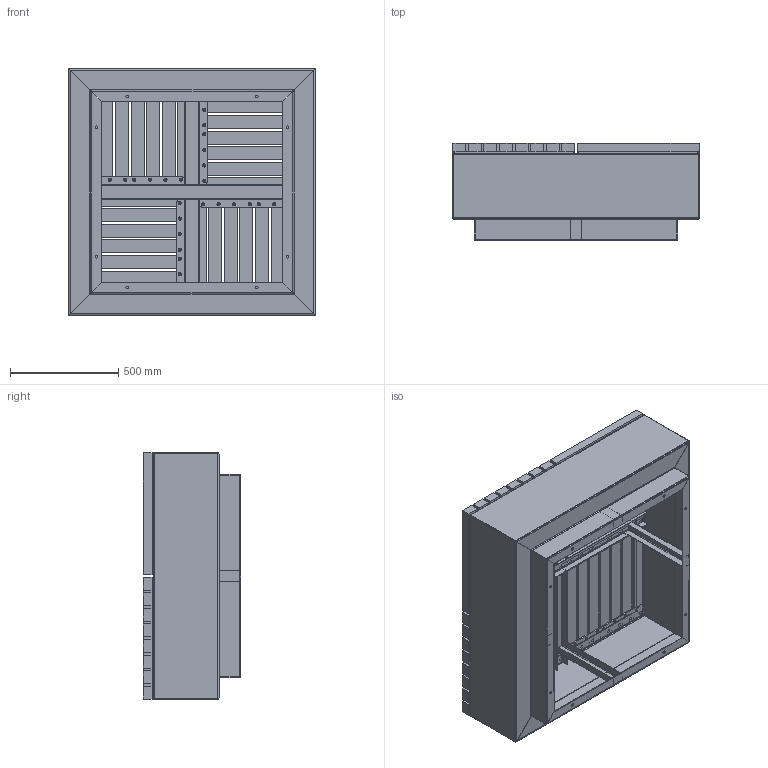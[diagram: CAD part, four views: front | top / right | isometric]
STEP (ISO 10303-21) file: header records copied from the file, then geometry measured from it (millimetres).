
FILE_DESCRIPTION (( 'STEP AP203' ), '1' );
FILE_NAME ('HO.S1140.Ct.STEP', '2020-06-25T09:20:36', ( '' ), ( '' ), 'SwSTEP 2.0', 'SolidWorks 2019', '' );
FILE_SCHEMA (( 'CONFIG_CONTROL_DESIGN' ));
Length unit declared in the file: millimetre
Products named in the file (16): HO.S1140.Ct Wood; HO.S1140.Ct Reinforcement1; HO.S1140.Ct Top; HO.S1140.Ct Wood Panel; HO.S1140.Ct Top Strip 1; HO.S1140.Ct Reinforcement3; HO.S1140.Ct Reinforcement2; HO.S1140.Ct Wall; HO.S1140.Ct Top Strip 2; HO.S1140.Ct
Assembly tree (67 placements, depth 4):
  HO.S1140.Ct
    HO.S1140.Ct Wall  x4
    HO.S1140.Ct Reinforcement1
    HO.S1140.Ct Reinforcement2  x2
    HO.S1140.Ct Wood Panel
      HO.S1140.Ct Wood  x8
      HO.S1140.Ct Top
        HO.S1140.Ct Top Strip 1  x2
        HO.S1140.Ct Top Strip 2  x2
    HO.S1140.Ct Wood Panel
      HO.S1140.Ct Wood  x8
      HO.S1140.Ct Top
        HO.S1140.Ct Top Strip 1  x2
        HO.S1140.Ct Top Strip 2  x2
    HO.S1140.Ct Wood Panel
      HO.S1140.Ct Wood  x8
      HO.S1140.Ct Top
        HO.S1140.Ct Top Strip 1  x2
        HO.S1140.Ct Top Strip 2  x2
    HO.S1140.Ct Wood Panel
      HO.S1140.Ct Wood  x8
      HO.S1140.Ct Top
        HO.S1140.Ct Top Strip 1  x2
        HO.S1140.Ct Top Strip 2  x2
    HO.S1140.Ct Reinforcement3  x4
Bounding box: 1140 x 450 x 1140 mm (x, y, z)
Volume: 54736233 mm3; surface area: 10737154 mm2
Topology: 59 solids, 59 shells, 1347 faces, 3205 edges, 1976 vertices
Faces by surface type: plane 559, cylinder 500, cone 256, bspline 32
Entity records: 10358 total; most frequent: CARTESIAN_POINT 1472, DIRECTION 1320, ORIENTED_EDGE 1116, EDGE_CURVE 558, AXIS2_PLACEMENT_3D 474, VECTOR 372, LINE 372, VERTEX_POINT 338
